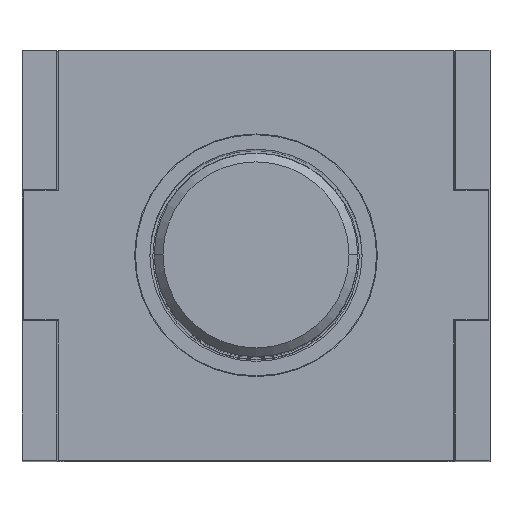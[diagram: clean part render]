
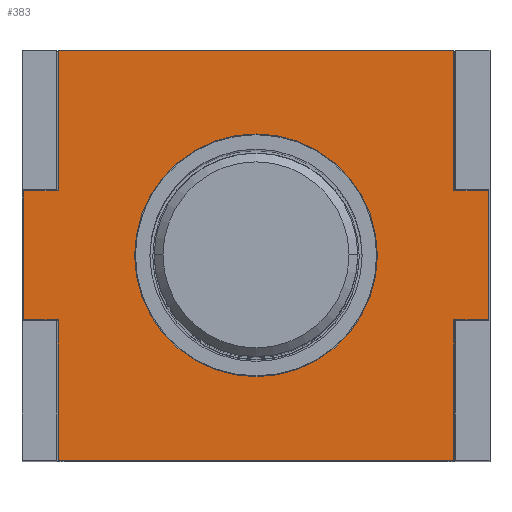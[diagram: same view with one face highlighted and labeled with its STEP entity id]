
A CAD part, top view. The second image highlights one B-rep face of the part: STEP entity #383.
In plain terms, the highlighted planar face has unit normal (0, 0, 1).
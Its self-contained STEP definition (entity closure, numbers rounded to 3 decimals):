
#374 = ORIENTED_EDGE ( 'NONE', *, *, #432, .T. ) ;
#375 = VERTEX_POINT ( 'NONE', #2433 ) ;
#383 = ADVANCED_FACE ( 'NONE', ( #2482, #2481 ), #2480, .F. ) ;
#384 = EDGE_LOOP ( 'NONE', ( #385, #390, #448, #451, #454, #457, #374, #433, #436, #439, #442, #445 ) ) ;
#385 = ORIENTED_EDGE ( 'NONE', *, *, #386, .T. ) ;
#386 = EDGE_CURVE ( 'NONE', #388, #389, #2475, .T. ) ;
#388 = VERTEX_POINT ( 'NONE', #2466 ) ;
#389 = VERTEX_POINT ( 'NONE', #2465 ) ;
#390 = ORIENTED_EDGE ( 'NONE', *, *, #391, .T. ) ;
#391 = EDGE_CURVE ( 'NONE', #389, #447, #2531, .T. ) ;
#405 = EDGE_CURVE ( 'NONE', #406, #407, #2510, .T. ) ;
#406 = VERTEX_POINT ( 'NONE', #2506 ) ;
#407 = VERTEX_POINT ( 'NONE', #2505 ) ;
#416 = EDGE_CURVE ( 'NONE', #444, #388, #2563, .T. ) ;
#417 = ORIENTED_EDGE ( 'NONE', *, *, #405, .F. ) ;
#418 = ORIENTED_EDGE ( 'NONE', *, *, #419, .F. ) ;
#419 = EDGE_CURVE ( 'NONE', #407, #406, #2555, .T. ) ;
#432 = EDGE_CURVE ( 'NONE', #459, #375, #2588, .T. ) ;
#433 = ORIENTED_EDGE ( 'NONE', *, *, #434, .T. ) ;
#434 = EDGE_CURVE ( 'NONE', #375, #435, #2584, .T. ) ;
#435 = VERTEX_POINT ( 'NONE', #2580 ) ;
#436 = ORIENTED_EDGE ( 'NONE', *, *, #437, .T. ) ;
#437 = EDGE_CURVE ( 'NONE', #435, #438, #2579, .T. ) ;
#438 = VERTEX_POINT ( 'NONE', #2575 ) ;
#439 = ORIENTED_EDGE ( 'NONE', *, *, #440, .T. ) ;
#440 = EDGE_CURVE ( 'NONE', #438, #441, #2574, .T. ) ;
#441 = VERTEX_POINT ( 'NONE', #2570 ) ;
#442 = ORIENTED_EDGE ( 'NONE', *, *, #443, .T. ) ;
#443 = EDGE_CURVE ( 'NONE', #441, #444, #2569, .T. ) ;
#444 = VERTEX_POINT ( 'NONE', #2565 ) ;
#445 = ORIENTED_EDGE ( 'NONE', *, *, #416, .T. ) ;
#446 = EDGE_LOOP ( 'NONE', ( #417, #418 ) ) ;
#447 = VERTEX_POINT ( 'NONE', #2564 ) ;
#448 = ORIENTED_EDGE ( 'NONE', *, *, #449, .T. ) ;
#449 = EDGE_CURVE ( 'NONE', #447, #450, #2305, .T. ) ;
#450 = VERTEX_POINT ( 'NONE', #2619 ) ;
#451 = ORIENTED_EDGE ( 'NONE', *, *, #452, .T. ) ;
#452 = EDGE_CURVE ( 'NONE', #450, #453, #2618, .T. ) ;
#453 = VERTEX_POINT ( 'NONE', #2614 ) ;
#454 = ORIENTED_EDGE ( 'NONE', *, *, #455, .T. ) ;
#455 = EDGE_CURVE ( 'NONE', #453, #456, #2613, .T. ) ;
#456 = VERTEX_POINT ( 'NONE', #2609 ) ;
#457 = ORIENTED_EDGE ( 'NONE', *, *, #458, .T. ) ;
#458 = EDGE_CURVE ( 'NONE', #456, #459, #2608, .T. ) ;
#459 = VERTEX_POINT ( 'NONE', #2604 ) ;
#2305 = LINE ( 'NONE', #2622, #2621 ) ;
#2433 = CARTESIAN_POINT ( 'NONE',  ( 6.8, -2.225, 1.5 ) ) ;
#2465 = CARTESIAN_POINT ( 'NONE',  ( -6.8, 2.225, 1.5 ) ) ;
#2466 = CARTESIAN_POINT ( 'NONE',  ( -6.8, 7.05, 1.5 ) ) ;
#2472 = DIRECTION ( 'NONE',  ( 0., -1., 0. ) ) ;
#2473 = VECTOR ( 'NONE', #2472, 1000. ) ;
#2474 = CARTESIAN_POINT ( 'NONE',  ( -6.8, 7.05, 1.5 ) ) ;
#2475 = LINE ( 'NONE', #2474, #2473 ) ;
#2476 = DIRECTION ( 'NONE',  ( -1., 0., 0. ) ) ;
#2477 = DIRECTION ( 'NONE',  ( 0., 0., -1. ) ) ;
#2478 = CARTESIAN_POINT ( 'NONE',  ( -6.8, 2.225, 1.5 ) ) ;
#2479 = AXIS2_PLACEMENT_3D ( 'NONE', #2478, #2477, #2476 ) ;
#2480 = PLANE ( 'NONE',  #2479 ) ;
#2481 = FACE_BOUND ( 'NONE', #446, .T. ) ;
#2482 = FACE_OUTER_BOUND ( 'NONE', #384, .T. ) ;
#2505 = CARTESIAN_POINT ( 'NONE',  ( 4.175, 0., 1.5 ) ) ;
#2506 = CARTESIAN_POINT ( 'NONE',  ( -4.175, 0., 1.5 ) ) ;
#2507 = DIRECTION ( 'NONE',  ( 1., 0., 0. ) ) ;
#2508 = DIRECTION ( 'NONE',  ( 0., 0., 1. ) ) ;
#2509 = AXIS2_PLACEMENT_3D ( 'NONE', #2515, #2508, #2507 ) ;
#2510 = CIRCLE ( 'NONE', #2509, 4.175 ) ;
#2515 = CARTESIAN_POINT ( 'NONE',  ( 0., 0., 1.5 ) ) ;
#2528 = DIRECTION ( 'NONE',  ( -1., 0., 0. ) ) ;
#2529 = VECTOR ( 'NONE', #2528, 1000. ) ;
#2530 = CARTESIAN_POINT ( 'NONE',  ( -6.8, 2.225, 1.5 ) ) ;
#2531 = LINE ( 'NONE', #2530, #2529 ) ;
#2551 = DIRECTION ( 'NONE',  ( 1., 0., 0. ) ) ;
#2552 = DIRECTION ( 'NONE',  ( 0., 0., 1. ) ) ;
#2553 = CARTESIAN_POINT ( 'NONE',  ( 0., 0., 1.5 ) ) ;
#2554 = AXIS2_PLACEMENT_3D ( 'NONE', #2553, #2552, #2551 ) ;
#2555 = CIRCLE ( 'NONE', #2554, 4.175 ) ;
#2556 = DIRECTION ( 'NONE',  ( -1., 0., 0. ) ) ;
#2557 = VECTOR ( 'NONE', #2556, 1000. ) ;
#2558 = CARTESIAN_POINT ( 'NONE',  ( -6.8, 7.05, 1.5 ) ) ;
#2563 = LINE ( 'NONE', #2558, #2557 ) ;
#2564 = CARTESIAN_POINT ( 'NONE',  ( -8., 2.225, 1.5 ) ) ;
#2565 = CARTESIAN_POINT ( 'NONE',  ( 6.8, 7.05, 1.5 ) ) ;
#2566 = DIRECTION ( 'NONE',  ( 0., 1., 0. ) ) ;
#2567 = VECTOR ( 'NONE', #2566, 1000. ) ;
#2568 = CARTESIAN_POINT ( 'NONE',  ( 6.8, 7.05, 1.5 ) ) ;
#2569 = LINE ( 'NONE', #2568, #2567 ) ;
#2570 = CARTESIAN_POINT ( 'NONE',  ( 6.8, 2.225, 1.5 ) ) ;
#2571 = DIRECTION ( 'NONE',  ( -1., 0., 0. ) ) ;
#2572 = VECTOR ( 'NONE', #2571, 1000. ) ;
#2573 = CARTESIAN_POINT ( 'NONE',  ( 6.8, 2.225, 1.5 ) ) ;
#2574 = LINE ( 'NONE', #2573, #2572 ) ;
#2575 = CARTESIAN_POINT ( 'NONE',  ( 8., 2.225, 1.5 ) ) ;
#2576 = DIRECTION ( 'NONE',  ( 0., 1., 0. ) ) ;
#2577 = VECTOR ( 'NONE', #2576, 1000. ) ;
#2578 = CARTESIAN_POINT ( 'NONE',  ( 8., 2.225, 1.5 ) ) ;
#2579 = LINE ( 'NONE', #2578, #2577 ) ;
#2580 = CARTESIAN_POINT ( 'NONE',  ( 8., -2.225, 1.5 ) ) ;
#2581 = DIRECTION ( 'NONE',  ( 1., 0., 0. ) ) ;
#2582 = VECTOR ( 'NONE', #2581, 1000. ) ;
#2583 = CARTESIAN_POINT ( 'NONE',  ( 6.8, -2.225, 1.5 ) ) ;
#2584 = LINE ( 'NONE', #2583, #2582 ) ;
#2585 = DIRECTION ( 'NONE',  ( 0., 1., 0. ) ) ;
#2586 = VECTOR ( 'NONE', #2585, 1000. ) ;
#2587 = CARTESIAN_POINT ( 'NONE',  ( 6.8, -2.225, 1.5 ) ) ;
#2588 = LINE ( 'NONE', #2587, #2586 ) ;
#2604 = CARTESIAN_POINT ( 'NONE',  ( 6.8, -7.05, 1.5 ) ) ;
#2605 = DIRECTION ( 'NONE',  ( 1., 0., 0. ) ) ;
#2606 = VECTOR ( 'NONE', #2605, 1000. ) ;
#2607 = CARTESIAN_POINT ( 'NONE',  ( -6.8, -7.05, 1.5 ) ) ;
#2608 = LINE ( 'NONE', #2607, #2606 ) ;
#2609 = CARTESIAN_POINT ( 'NONE',  ( -6.8, -7.05, 1.5 ) ) ;
#2610 = DIRECTION ( 'NONE',  ( 0., -1., 0. ) ) ;
#2611 = VECTOR ( 'NONE', #2610, 1000. ) ;
#2612 = CARTESIAN_POINT ( 'NONE',  ( -6.8, -2.225, 1.5 ) ) ;
#2613 = LINE ( 'NONE', #2612, #2611 ) ;
#2614 = CARTESIAN_POINT ( 'NONE',  ( -6.8, -2.225, 1.5 ) ) ;
#2615 = DIRECTION ( 'NONE',  ( 1., 0., 0. ) ) ;
#2616 = VECTOR ( 'NONE', #2615, 1000. ) ;
#2617 = CARTESIAN_POINT ( 'NONE',  ( -6.8, -2.225, 1.5 ) ) ;
#2618 = LINE ( 'NONE', #2617, #2616 ) ;
#2619 = CARTESIAN_POINT ( 'NONE',  ( -8., -2.225, 1.5 ) ) ;
#2620 = DIRECTION ( 'NONE',  ( 0., -1., 0. ) ) ;
#2621 = VECTOR ( 'NONE', #2620, 1000. ) ;
#2622 = CARTESIAN_POINT ( 'NONE',  ( -8., 2.225, 1.5 ) ) ;
